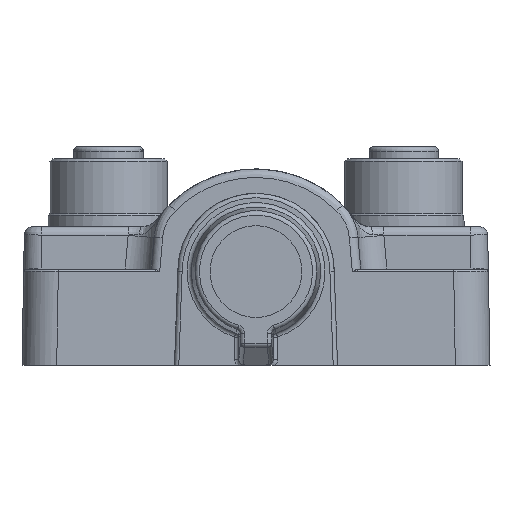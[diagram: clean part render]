
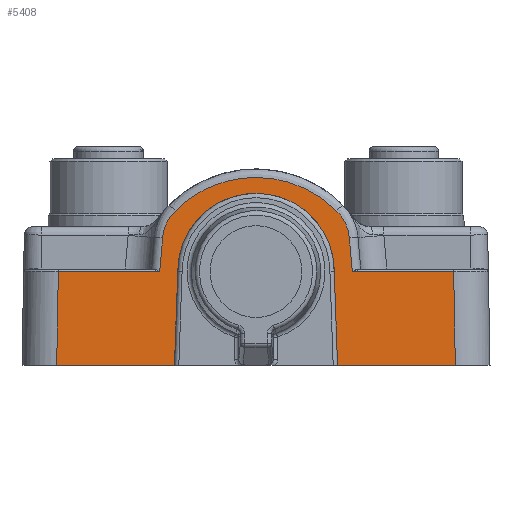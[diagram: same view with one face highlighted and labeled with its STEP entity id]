
A CAD part, left-side view. The second image highlights one B-rep face of the part: STEP entity #5408.
In plain terms, the highlighted planar face has unit normal (-1, 0, 0.018).
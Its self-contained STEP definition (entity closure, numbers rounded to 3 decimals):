
#166=ELLIPSE('',#22051,9.024,9.023);
#550=B_SPLINE_CURVE_WITH_KNOTS('',3,(#31505,#31506,#31507,#31508,#31509),
 .UNSPECIFIED.,.F.,.F.,(4,1,4),(0.,0.5,1.),.UNSPECIFIED.);
#552=B_SPLINE_CURVE_WITH_KNOTS('',3,(#31533,#31534,#31535,#31536,#31537,
#31538,#31539,#31540,#31541,#31542,#31543,#31544),.UNSPECIFIED.,.F.,.F.,
(4,2,2,2,2,4),(0.,0.166,0.276,0.511,
0.756,1.),.UNSPECIFIED.);
#553=B_SPLINE_CURVE_WITH_KNOTS('',3,(#31583,#31584,#31585,#31586,#31587),
 .UNSPECIFIED.,.F.,.F.,(4,1,4),(0.,0.5,1.),.UNSPECIFIED.);
#1137=PLANE('',#22111);
#1666=FACE_OUTER_BOUND('',#8071,.T.);
#2814=LINE('',#31489,#4064);
#2815=LINE('',#31499,#4065);
#2816=LINE('',#31603,#4066);
#2817=LINE('',#31613,#4067);
#2840=LINE('',#32284,#4090);
#2848=LINE('',#32379,#4098);
#2849=LINE('',#32381,#4099);
#2850=LINE('',#32383,#4100);
#2851=LINE('',#32385,#4101);
#2852=LINE('',#32386,#4102);
#4064=VECTOR('',#25239,1.);
#4065=VECTOR('',#25242,1.);
#4066=VECTOR('',#25253,1.);
#4067=VECTOR('',#25256,1.);
#4090=VECTOR('',#25383,1.);
#4098=VECTOR('',#25409,1.);
#4099=VECTOR('',#25412,1.);
#4100=VECTOR('',#25413,1.);
#4101=VECTOR('',#25414,1.);
#4102=VECTOR('',#25415,1.);
#5408=ADVANCED_FACE('2208-0-10',(#1666),#1137,.T.);
#8071=EDGE_LOOP('',(#10729,#10730,#10731,#10732,#10733,#10734,#10735,#10736,
#10737,#10738,#10739,#10740,#10741,#10742));
#10729=ORIENTED_EDGE('',*,*,#18062,.F.);
#10730=ORIENTED_EDGE('',*,*,#18045,.T.);
#10731=ORIENTED_EDGE('',*,*,#17969,.T.);
#10732=ORIENTED_EDGE('',*,*,#18061,.T.);
#10733=ORIENTED_EDGE('',*,*,#18063,.F.);
#10734=ORIENTED_EDGE('',*,*,#18064,.T.);
#10735=ORIENTED_EDGE('',*,*,#17964,.T.);
#10736=ORIENTED_EDGE('',*,*,#17962,.T.);
#10737=ORIENTED_EDGE('',*,*,#17961,.T.);
#10738=ORIENTED_EDGE('',*,*,#17959,.T.);
#10739=ORIENTED_EDGE('',*,*,#17956,.T.);
#10740=ORIENTED_EDGE('',*,*,#17953,.T.);
#10741=ORIENTED_EDGE('',*,*,#17951,.T.);
#10742=ORIENTED_EDGE('',*,*,#18065,.T.);
#15788=VERTEX_POINT('',#31488);
#15789=VERTEX_POINT('',#31490);
#15790=VERTEX_POINT('',#31500);
#15791=VERTEX_POINT('',#31504);
#15792=VERTEX_POINT('',#31526);
#15793=VERTEX_POINT('',#31582);
#15794=VERTEX_POINT('',#31604);
#15795=VERTEX_POINT('',#31614);
#15797=VERTEX_POINT('',#31620);
#15798=VERTEX_POINT('',#31622);
#15847=VERTEX_POINT('',#32281);
#15856=VERTEX_POINT('',#32378);
#15857=VERTEX_POINT('',#32382);
#15858=VERTEX_POINT('',#32384);
#17951=EDGE_CURVE('',#15789,#15788,#2814,.T.);
#17953=EDGE_CURVE('',#15790,#15789,#2815,.T.);
#17956=EDGE_CURVE('',#15791,#15790,#550,.T.);
#17959=EDGE_CURVE('',#15792,#15791,#552,.T.);
#17961=EDGE_CURVE('',#15793,#15792,#553,.T.);
#17962=EDGE_CURVE('',#15794,#15793,#2816,.T.);
#17964=EDGE_CURVE('',#15795,#15794,#2817,.T.);
#17969=EDGE_CURVE('',#15797,#15798,#166,.T.);
#18045=EDGE_CURVE('',#15847,#15797,#2840,.T.);
#18061=EDGE_CURVE('',#15798,#15856,#2848,.T.);
#18062=EDGE_CURVE('',#15847,#15857,#2849,.T.);
#18063=EDGE_CURVE('',#15858,#15856,#2850,.T.);
#18064=EDGE_CURVE('',#15858,#15795,#2851,.T.);
#18065=EDGE_CURVE('',#15788,#15857,#2852,.T.);
#22051=AXIS2_PLACEMENT_3D('',#31623,#25264,#25265);
#22111=AXIS2_PLACEMENT_3D('',#32387,#25416,#25417);
#25239=DIRECTION('',(0.,1.,0.));
#25242=DIRECTION('',(-0.017,0.087,-0.996));
#25253=DIRECTION('',(0.017,0.087,0.996));
#25256=DIRECTION('',(0.,1.,0.));
#25264=DIRECTION('',(1.,0.,-0.017));
#25265=DIRECTION('',(-0.017,0.,-1.));
#25383=DIRECTION('',(0.017,-0.035,0.999));
#25409=DIRECTION('',(-0.017,-0.035,-0.999));
#25412=DIRECTION('',(0.,1.,0.));
#25413=DIRECTION('',(0.,1.,0.));
#25414=DIRECTION('',(0.017,0.017,1.));
#25415=DIRECTION('',(-0.017,0.017,-1.));
#25416=DIRECTION('',(-1.,0.,0.017));
#25417=DIRECTION('',(0.,1.,0.));
#31488=CARTESIAN_POINT('',(-66.558,65.791,-5.197));
#31489=CARTESIAN_POINT('',(-66.558,54.102,-5.197));
#31490=CARTESIAN_POINT('',(-66.558,54.102,-5.197));
#31499=CARTESIAN_POINT('',(-66.491,53.762,-1.307));
#31500=CARTESIAN_POINT('',(-66.491,53.762,-1.307));
#31504=CARTESIAN_POINT('',(-66.437,52.321,1.788));
#31505=CARTESIAN_POINT('',(-66.437,52.321,1.788));
#31506=CARTESIAN_POINT('',(-66.444,52.731,1.377));
#31507=CARTESIAN_POINT('',(-66.461,53.407,0.41));
#31508=CARTESIAN_POINT('',(-66.48,53.711,-0.729));
#31509=CARTESIAN_POINT('',(-66.491,53.762,-1.307));
#31526=CARTESIAN_POINT('',(-66.437,33.679,1.788));
#31533=CARTESIAN_POINT('',(-66.437,33.679,1.788));
#31534=CARTESIAN_POINT('',(-66.422,34.486,2.597));
#31535=CARTESIAN_POINT('',(-66.41,35.4,3.301));
#31536=CARTESIAN_POINT('',(-66.393,37.047,4.257));
#31537=CARTESIAN_POINT('',(-66.388,37.739,4.583));
#31538=CARTESIAN_POINT('',(-66.373,39.979,5.407));
#31539=CARTESIAN_POINT('',(-66.369,41.61,5.682));
#31540=CARTESIAN_POINT('',(-66.37,44.921,5.623));
#31541=CARTESIAN_POINT('',(-66.376,46.601,5.265));
#31542=CARTESIAN_POINT('',(-66.399,49.706,3.945));
#31543=CARTESIAN_POINT('',(-66.416,51.13,2.982));
#31544=CARTESIAN_POINT('',(-66.437,52.321,1.788));
#31582=CARTESIAN_POINT('',(-66.491,32.238,-1.307));
#31583=CARTESIAN_POINT('',(-66.491,32.238,-1.307));
#31584=CARTESIAN_POINT('',(-66.48,32.289,-0.729));
#31585=CARTESIAN_POINT('',(-66.461,32.593,0.41));
#31586=CARTESIAN_POINT('',(-66.444,33.269,1.377));
#31587=CARTESIAN_POINT('',(-66.437,33.679,1.788));
#31603=CARTESIAN_POINT('',(-66.558,31.898,-5.197));
#31604=CARTESIAN_POINT('',(-66.558,31.898,-5.197));
#31613=CARTESIAN_POINT('',(-66.558,20.209,-5.197));
#31614=CARTESIAN_POINT('',(-66.558,20.209,-5.197));
#31620=CARTESIAN_POINT('',(-66.558,52.023,-5.2));
#31622=CARTESIAN_POINT('',(-66.558,33.977,-5.2));
#31623=CARTESIAN_POINT('',(-66.558,43.,-5.2));
#32281=CARTESIAN_POINT('',(-66.747,52.4,-16.));
#32284=CARTESIAN_POINT('',(-66.319,51.544,8.525));
#32378=CARTESIAN_POINT('',(-66.747,33.6,-16.));
#32379=CARTESIAN_POINT('',(-66.352,34.39,6.614));
#32381=CARTESIAN_POINT('',(-66.747,49.9,-16.));
#32382=CARTESIAN_POINT('',(-66.747,65.98,-16.));
#32383=CARTESIAN_POINT('',(-66.747,20.02,-16.));
#32384=CARTESIAN_POINT('',(-66.747,20.02,-16.));
#32385=CARTESIAN_POINT('',(-66.747,20.02,-16.));
#32386=CARTESIAN_POINT('',(-66.558,65.791,-5.197));
#32387=CARTESIAN_POINT('',(-66.341,15.605,7.27));
